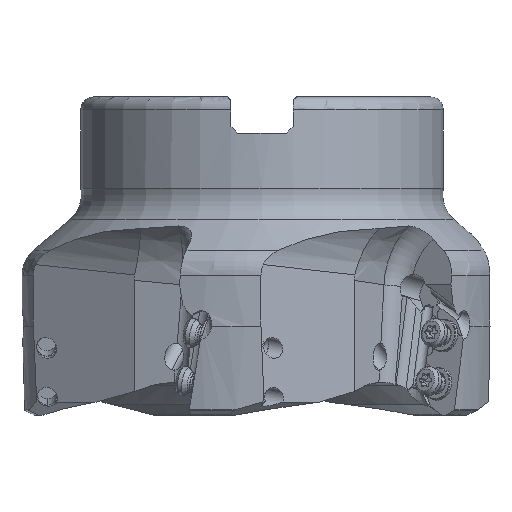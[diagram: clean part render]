
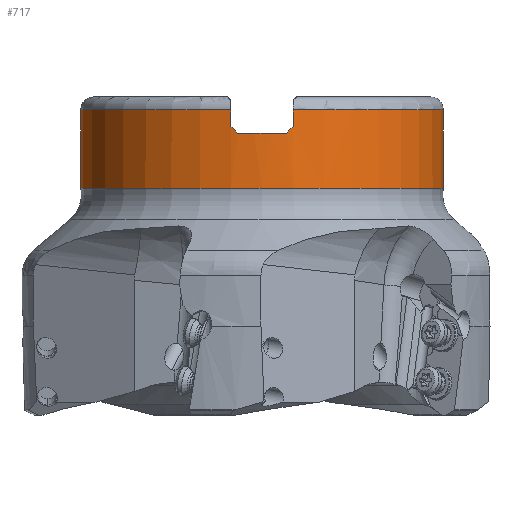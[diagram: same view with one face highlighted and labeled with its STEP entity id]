
A CAD part, front view. The second image highlights one B-rep face of the part: STEP entity #717.
In plain terms, the highlighted cylindrical face has radius 27.815 mm (diameter 55.63 mm), a partial arc.
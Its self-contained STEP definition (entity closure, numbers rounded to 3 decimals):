
#717=ADVANCED_FACE('',(#1805),#1391,.T.);
#1391=CYLINDRICAL_SURFACE('',#14856,27.815);
#1805=FACE_OUTER_BOUND('',#2510,.T.);
#2510=EDGE_LOOP('',(#5707,#5708,#5709,#5710,#5711,#5712,#5713,#5714,#5715,
#5716,#5717));
#3268=LINE('',#22994,#3882);
#3275=LINE('',#23029,#3889);
#3276=LINE('',#23034,#3890);
#3277=LINE('',#23040,#3891);
#3882=VECTOR('',#16991,1.);
#3889=VECTOR('',#17012,1.);
#3890=VECTOR('',#17015,1.);
#3891=VECTOR('',#17020,1.);
#4598=B_SPLINE_CURVE_WITH_KNOTS('',3,(#23016,#23017,#23018,#23019),
 .UNSPECIFIED.,.F.,.F.,(4,4),(0.,1.),.UNSPECIFIED.);
#4599=B_SPLINE_CURVE_WITH_KNOTS('',3,(#23041,#23042,#23043,#23044),
 .UNSPECIFIED.,.F.,.F.,(4,4),(0.,1.),.UNSPECIFIED.);
#5707=ORIENTED_EDGE('',*,*,#11564,.T.);
#5708=ORIENTED_EDGE('',*,*,#11565,.F.);
#5709=ORIENTED_EDGE('',*,*,#11566,.T.);
#5710=ORIENTED_EDGE('',*,*,#11567,.F.);
#5711=ORIENTED_EDGE('',*,*,#11568,.F.);
#5712=ORIENTED_EDGE('',*,*,#11569,.T.);
#5713=ORIENTED_EDGE('',*,*,#11559,.T.);
#5714=ORIENTED_EDGE('',*,*,#11563,.F.);
#5715=ORIENTED_EDGE('',*,*,#11570,.F.);
#5716=ORIENTED_EDGE('',*,*,#11551,.T.);
#5717=ORIENTED_EDGE('',*,*,#11571,.F.);
#9908=VERTEX_POINT('',#22993);
#9909=VERTEX_POINT('',#22995);
#9915=VERTEX_POINT('',#23020);
#9916=VERTEX_POINT('',#23021);
#9917=VERTEX_POINT('',#23026);
#9918=VERTEX_POINT('',#23030);
#9919=VERTEX_POINT('',#23031);
#9920=VERTEX_POINT('',#23033);
#9921=VERTEX_POINT('',#23035);
#9922=VERTEX_POINT('',#23037);
#9923=VERTEX_POINT('',#23039);
#11551=EDGE_CURVE('',#9909,#9908,#3268,.T.);
#11559=EDGE_CURVE('',#9915,#9916,#4598,.T.);
#11563=EDGE_CURVE('',#9917,#9916,#13532,.T.);
#11564=EDGE_CURVE('',#9918,#9919,#3275,.T.);
#11565=EDGE_CURVE('',#9920,#9919,#13533,.T.);
#11566=EDGE_CURVE('',#9920,#9921,#3276,.T.);
#11567=EDGE_CURVE('',#9922,#9921,#13534,.T.);
#11568=EDGE_CURVE('',#9923,#9922,#13535,.T.);
#11569=EDGE_CURVE('',#9923,#9915,#3277,.T.);
#11570=EDGE_CURVE('',#9909,#9917,#4599,.T.);
#11571=EDGE_CURVE('',#9918,#9908,#13536,.T.);
#13532=CIRCLE('',#14850,27.815);
#13533=CIRCLE('',#14852,27.815);
#13534=CIRCLE('',#14853,27.815);
#13535=CIRCLE('',#14854,27.815);
#13536=CIRCLE('',#14855,27.815);
#14850=AXIS2_PLACEMENT_3D('',#23027,#17008,#17009);
#14852=AXIS2_PLACEMENT_3D('',#23032,#17013,#17014);
#14853=AXIS2_PLACEMENT_3D('',#23036,#17016,#17017);
#14854=AXIS2_PLACEMENT_3D('',#23038,#17018,#17019);
#14855=AXIS2_PLACEMENT_3D('',#23045,#17021,#17022);
#14856=AXIS2_PLACEMENT_3D('',#23046,#17023,#17024);
#16991=DIRECTION('',(0.,0.,1.));
#17008=DIRECTION('',(0.,0.,1.));
#17009=DIRECTION('',(-0.135,-0.991,0.));
#17012=DIRECTION('',(0.,0.,-1.));
#17013=DIRECTION('',(0.,0.,-1.));
#17014=DIRECTION('',(1.,0.,0.));
#17015=DIRECTION('',(0.,0.,1.));
#17016=DIRECTION('',(0.,0.,1.));
#17017=DIRECTION('',(1.,-0.001,0.));
#17018=DIRECTION('',(0.,0.,1.));
#17019=DIRECTION('',(0.171,-0.985,0.));
#17020=DIRECTION('',(0.,0.,-1.));
#17021=DIRECTION('',(0.,0.,1.));
#17022=DIRECTION('',(-1.,0.,0.));
#17023=DIRECTION('',(0.,0.,-1.));
#17024=DIRECTION('',(-1.,0.,0.));
#22993=CARTESIAN_POINT('',(-4.762,-27.404,-2.));
#22994=CARTESIAN_POINT('',(-4.763,-27.404,-4.56));
#22995=CARTESIAN_POINT('',(-4.763,-27.404,-4.56));
#23016=CARTESIAN_POINT('',(4.763,-27.404,-4.56));
#23017=CARTESIAN_POINT('',(4.43,-27.462,-4.893));
#23018=CARTESIAN_POINT('',(4.096,-27.514,-5.226));
#23019=CARTESIAN_POINT('',(3.763,-27.559,-5.56));
#23020=CARTESIAN_POINT('',(4.763,-27.404,-4.56));
#23021=CARTESIAN_POINT('',(3.763,-27.559,-5.56));
#23026=CARTESIAN_POINT('',(-3.763,-27.559,-5.56));
#23027=CARTESIAN_POINT('',(0.,0.,-5.56));
#23029=CARTESIAN_POINT('',(-27.815,0.,-2.));
#23030=CARTESIAN_POINT('',(-27.815,0.,-2.));
#23031=CARTESIAN_POINT('',(-27.815,0.,-14.));
#23032=CARTESIAN_POINT('',(0.,0.,-14.));
#23033=CARTESIAN_POINT('',(27.815,0.,-14.));
#23034=CARTESIAN_POINT('',(27.815,0.,-14.));
#23035=CARTESIAN_POINT('',(27.815,0.,-2.));
#23036=CARTESIAN_POINT('',(0.,0.,-2.));
#23037=CARTESIAN_POINT('',(27.815,-0.022,-2.));
#23038=CARTESIAN_POINT('',(0.,0.,-2.));
#23039=CARTESIAN_POINT('',(4.763,-27.404,-2.));
#23040=CARTESIAN_POINT('',(4.763,-27.404,-2.));
#23041=CARTESIAN_POINT('',(-4.763,-27.404,-4.56));
#23042=CARTESIAN_POINT('',(-4.43,-27.462,-4.893));
#23043=CARTESIAN_POINT('',(-4.096,-27.514,-5.226));
#23044=CARTESIAN_POINT('',(-3.763,-27.559,-5.56));
#23045=CARTESIAN_POINT('',(0.,0.,-2.));
#23046=CARTESIAN_POINT('',(0.,0.,-1.76));
